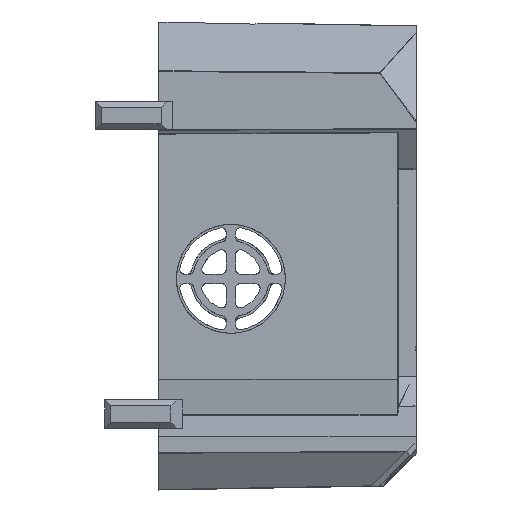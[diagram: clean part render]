
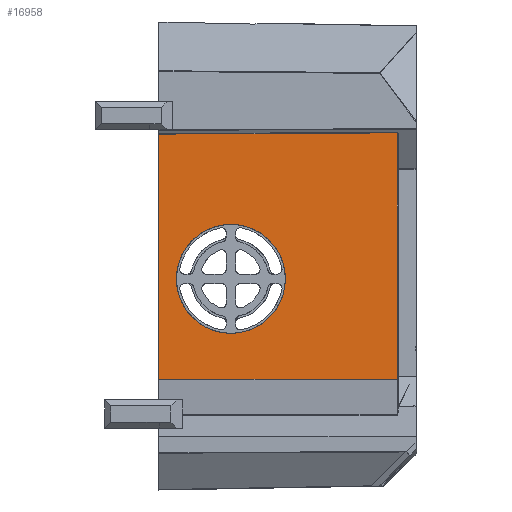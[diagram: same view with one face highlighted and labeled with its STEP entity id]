
A CAD part, left-side view. The second image highlights one B-rep face of the part: STEP entity #16958.
In plain terms, the highlighted planar face has unit normal (-1, -0.018, 0).
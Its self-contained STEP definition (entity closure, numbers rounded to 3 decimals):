
#77=FACE_BOUND('',#5955,.T.);
#436=ELLIPSE('',#18528,11.502,11.5);
#437=ELLIPSE('',#18530,11.502,11.5);
#1820=LINE('',#28088,#3312);
#2169=LINE('',#29985,#3661);
#2399=LINE('',#30609,#3891);
#2418=LINE('',#30745,#3910);
#3312=VECTOR('',#20701,1000.);
#3661=VECTOR('',#21884,1000.);
#3891=VECTOR('',#22444,1000.);
#3910=VECTOR('',#22553,1000.);
#4998=FACE_OUTER_BOUND('',#5954,.T.);
#5954=EDGE_LOOP('',(#14335,#14336,#14337,#14338));
#5955=EDGE_LOOP('',(#14339,#14340));
#6975=VERTEX_POINT('',#26738);
#7151=VERTEX_POINT('',#28086);
#7554=VERTEX_POINT('',#29982);
#7555=VERTEX_POINT('',#29984);
#7833=VERTEX_POINT('',#30739);
#7834=VERTEX_POINT('',#30741);
#9148=EDGE_CURVE('',#6975,#7151,#1820,.T.);
#9757=EDGE_CURVE('',#7554,#7555,#2169,.T.);
#10077=EDGE_CURVE('',#7554,#6975,#2399,.T.);
#10137=EDGE_CURVE('',#7833,#7834,#436,.T.);
#10139=EDGE_CURVE('',#7151,#7555,#2418,.T.);
#10140=EDGE_CURVE('',#7833,#7834,#437,.F.);
#14335=ORIENTED_EDGE('',*,*,#10077,.T.);
#14336=ORIENTED_EDGE('',*,*,#9148,.T.);
#14337=ORIENTED_EDGE('',*,*,#10139,.T.);
#14338=ORIENTED_EDGE('',*,*,#9757,.F.);
#14339=ORIENTED_EDGE('',*,*,#10137,.F.);
#14340=ORIENTED_EDGE('',*,*,#10140,.T.);
#16161=PLANE('',#18529);
#16958=ADVANCED_FACE('',(#4998,#77),#16161,.T.);
#18528=AXIS2_PLACEMENT_3D('',#30742,#22548,#22549);
#18529=AXIS2_PLACEMENT_3D('',#30744,#22551,#22552);
#18530=AXIS2_PLACEMENT_3D('',#30746,#22554,#22555);
#20701=DIRECTION('',(0.,0.,1.));
#21884=DIRECTION('',(0.,0.,1.));
#22444=DIRECTION('',(0.017,-1.,0.001));
#22548=DIRECTION('center_axis',(-1.,-0.017,
0.));
#22549=DIRECTION('ref_axis',(0.017,-1.,0.));
#22551=DIRECTION('center_axis',(-1.,-0.017,
0.));
#22552=DIRECTION('ref_axis',(0.017,-1.,0.));
#22553=DIRECTION('',(-0.017,1.,-0.005));
#22554=DIRECTION('center_axis',(-1.,-0.017,
0.));
#22555=DIRECTION('ref_axis',(-0.017,1.,0.));
#26738=CARTESIAN_POINT('',(-580.843,4.197,199.188));
#28086=CARTESIAN_POINT('',(-580.843,4.197,251.251));
#28088=CARTESIAN_POINT('',(-580.843,4.197,251.252));
#29982=CARTESIAN_POINT('',(-581.721,54.5,199.151));
#29984=CARTESIAN_POINT('',(-581.721,54.5,250.99));
#29985=CARTESIAN_POINT('',(-581.721,54.5,257.316));
#30609=CARTESIAN_POINT('',(-581.72,54.457,199.151));
#30739=CARTESIAN_POINT('',(-581.455,39.299,208.916));
#30741=CARTESIAN_POINT('',(-581.455,39.299,231.916));
#30742=CARTESIAN_POINT('Origin',(-581.455,39.298,220.416));
#30744=CARTESIAN_POINT('Origin',(-581.721,54.5,257.316));
#30745=CARTESIAN_POINT('',(-581.72,54.467,250.99));
#30746=CARTESIAN_POINT('Origin',(-581.455,39.3,220.416));
